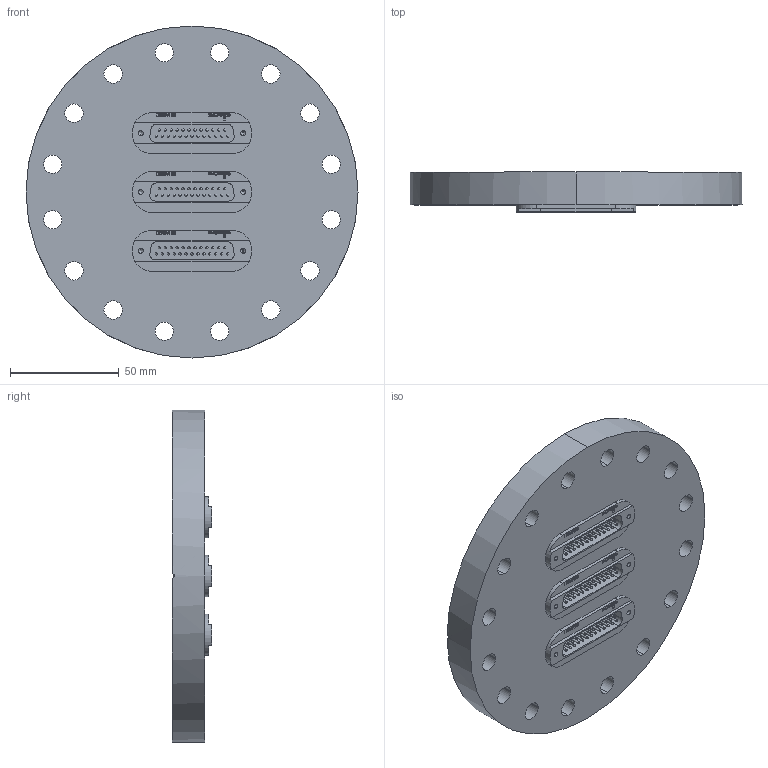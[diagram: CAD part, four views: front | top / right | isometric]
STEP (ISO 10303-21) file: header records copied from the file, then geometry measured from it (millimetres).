
FILE_DESCRIPTION (( 'STEP AP214' ), '1' );
FILE_NAME ('210-D25-C100-3.step', '2025-02-17T20:24:26', ( '' ), ( '' ), 'SwSTEP 2.0', 'SolidWorks 2022', '' );
FILE_SCHEMA (( 'AUTOMOTIVE_DESIGN' ));
Length unit declared in the file: millimetre
Products named in the file (5): 210-D25-C100-3; 9218-D9-37-SS-V22_25pin 1mm beschr. allectra; 9210-D25-C100-3_CF100; 9210-PIN-FENI_Pin vergoldet; 218-D9-37-SS_218-D25-SS
Assembly tree (30 placements, depth 3):
  210-D25-C100-3
    9210-D25-C100-3_CF100
    218-D9-37-SS_218-D25-SS  x3
      9218-D9-37-SS-V22_25pin 1mm beschr. allectra
      9210-PIN-FENI_Pin vergoldet
Bounding box: 152.4 x 18.2 x 152.4 mm (x, y, z)
Volume: 238663.3 mm3; surface area: 69996.2 mm2
Topology: 79 solids, 79 shells, 1243 faces, 3467 edges, 2286 vertices
Faces by surface type: cylinder 542, plane 436, sphere 150, bspline 81, cone 28, torus 6
Entity records: 13563 total; most frequent: CARTESIAN_POINT 3825, DIRECTION 1967, ORIENTED_EDGE 1926, EDGE_CURVE 963, AXIS2_PLACEMENT_3D 698, VERTEX_POINT 638, LINE 571, VECTOR 571
